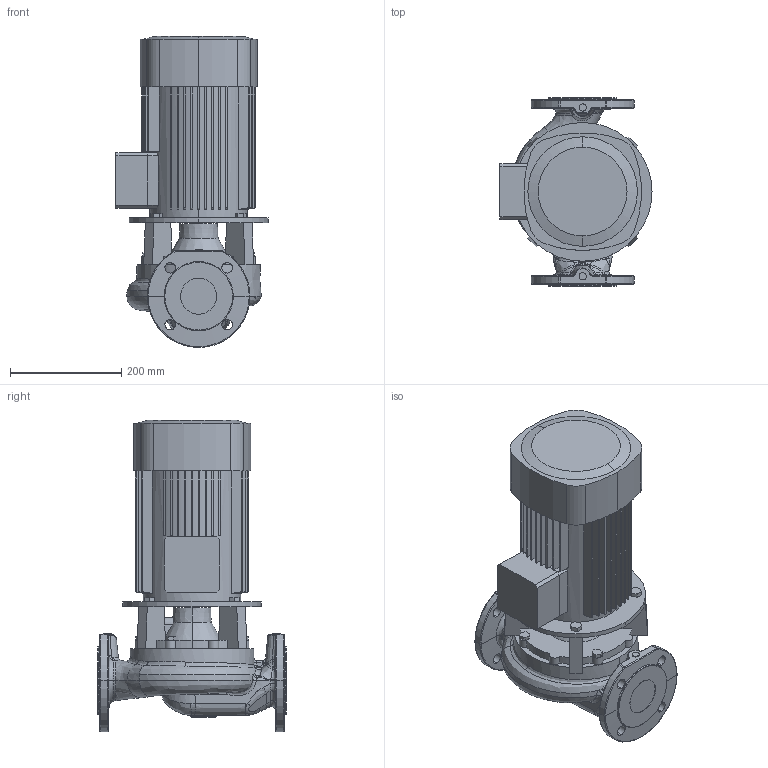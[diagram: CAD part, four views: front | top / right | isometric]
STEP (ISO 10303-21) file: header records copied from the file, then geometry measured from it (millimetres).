
FILE_DESCRIPTION (( 'STEP AP203' ), '1' );
FILE_NAME ('VariA 65-21.STEP', '2014-07-08T11:07:00', ( '' ), ( '' ), 'SwSTEP 2.0', 'SolidWorks 2011', '' );
FILE_SCHEMA (( 'CONFIG_CONTROL_DESIGN' ));
Length unit declared in the file: millimetre
Products named in the file (1): VariA 65-21
Bounding box: 274 x 340 x 560.5 mm (x, y, z)
Volume: 17040509 mm3; surface area: 1025945 mm2
Topology: 4 solids, 4 shells, 663 faces, 1711 edges, 1068 vertices
Faces by surface type: plane 234, bspline 177, cylinder 149, cone 65, torus 23, sphere 15
Entity records: 40279 total; most frequent: CARTESIAN_POINT 25547, ORIENTED_EDGE 3384, DIRECTION 2606, EDGE_CURVE 1692, VERTEX_POINT 1068, AXIS2_PLACEMENT_3D 962, EDGE_LOOP 710, LINE 682
